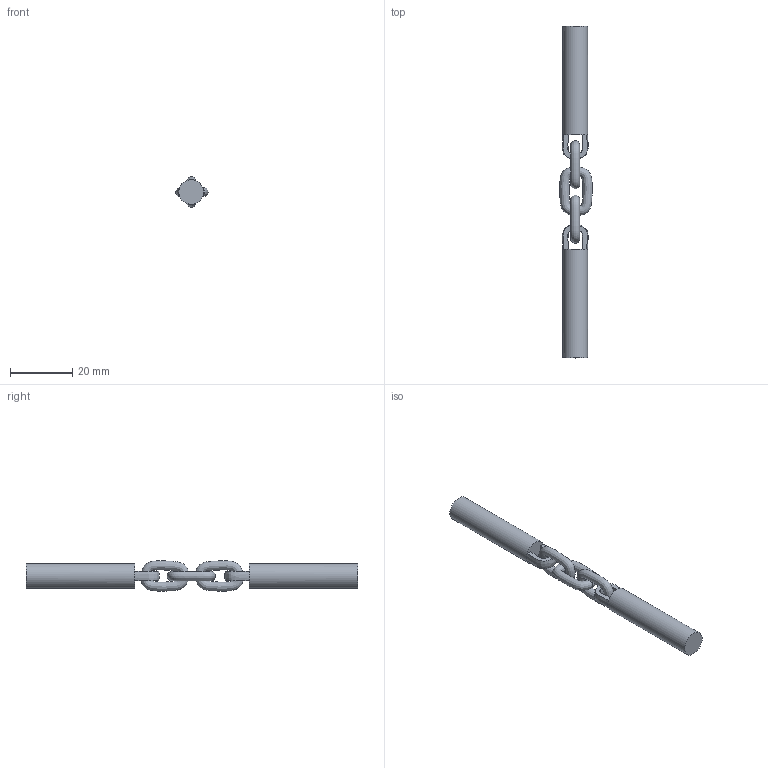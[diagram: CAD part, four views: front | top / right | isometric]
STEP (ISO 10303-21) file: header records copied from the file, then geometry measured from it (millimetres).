
FILE_DESCRIPTION(/* description */ (''),/* implementation_level */ '2;1');
FILE_NAME(/* name */ 'nunchucks v2.stp',/* time_stamp */ '2025-09-12T00:18:23+02:00',/* author */ (''),/* organization */ (''),/* preprocessor_version */ 'ST-DEVELOPER v20.1',/* originating_system */ 'Autodesk Translation Framework v14.10.0.0',/* authorisation */ '');
FILE_SCHEMA (('AUTOMOTIVE_DESIGN { 1 0 10303 214 3 1 1 }'));
Length unit declared in the file: millimetre
Products named in the file (1): nunchucks
Bounding box: 10.45 x 107 x 9.77 mm (x, y, z)
Volume: 4420.3 mm3; surface area: 3226.5 mm2
Topology: 5 solids, 5 shells, 18 faces, 42 edges, 24 vertices
Faces by surface type: bspline 8, plane 8, cylinder 2
Full cylindrical faces by diameter (mm): 8 x2
Entity records: 2829 total; most frequent: CARTESIAN_POINT 2415, ORIENTED_EDGE 84, DIRECTION 64, EDGE_CURVE 42, AXIS2_PLACEMENT_3D 27, VERTEX_POINT 24, FACE_OUTER_BOUND 18, EDGE_LOOP 18
